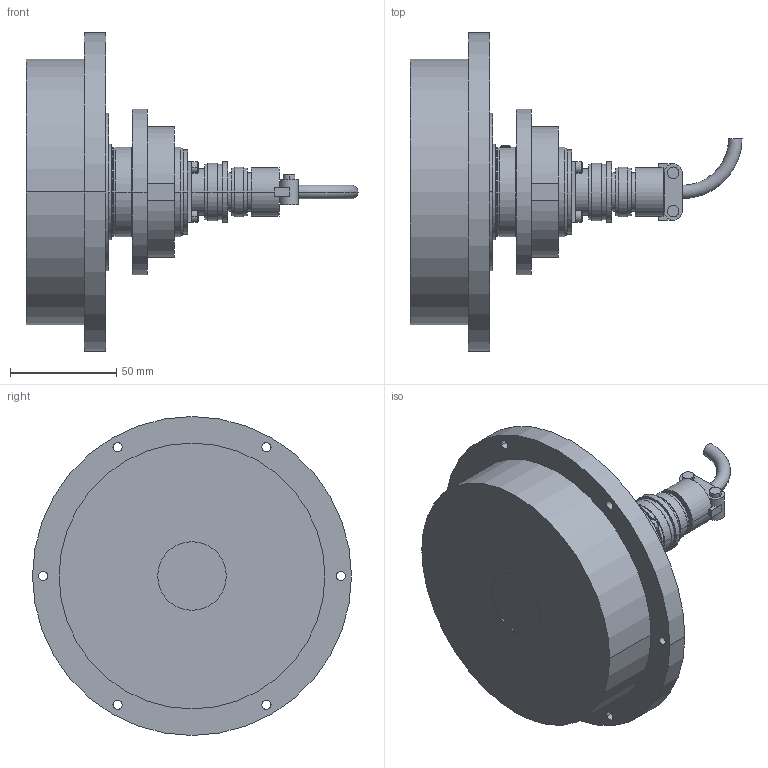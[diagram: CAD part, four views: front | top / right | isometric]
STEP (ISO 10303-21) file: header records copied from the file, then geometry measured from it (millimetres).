
FILE_DESCRIPTION((''),'2;1');
FILE_NAME('50563.stp','2015-03-19T11:45:30',(''),(''),'Mechanical Desktop 2009','Mechanical Desktop 2009',', , ');
FILE_SCHEMA(('CONFIG_CONTROL_DESIGN'));
Length unit declared in the file: millimetre
Products named in the file (32): R50563; R4753004; TEIL1AAAAA; R47533; TEIL1AA; R51476; TEIL1AAA; R51468; TEIL1A; U-SCHEIBE_78_43X7; U-SCHEIBE_43_78X7; NUTMUTTER_M42X1_5; NUTMUTTER_M42X1_5A; R47574; TEIL1; RILLENKUGELLAGER_61818TA; RILLENKUGELLAGER_61818T; FLANSCHDOSE_14S-2P_4-POLIGA; FLANSCHDOSE_14S-2P_4-POLIG; SENKSCHRAUBE_I-6KT_M3X8_ROSTFA; SENKSCHRAUBE_I-6KT_M3X8_ROSTF; PASSKERBSTIFT_5X10; PASSKERBSTIFT_5X10A; I-6KT_SCHRAUBE_M3X6A; I-6KT_SCHRAUBE_M3X6; R47572; TEIL1AAAA; R47573; TEIL1AAAAAA; SENKSCHRAUBE_I-6KT_M3X12; SENKSCHRAUBE_I-6KT_M3X12A; RM_SDB
Assembly tree (42 placements, depth 3):
  R50563
    R4753004
      TEIL1AAAAA
    R47533
      TEIL1AA
    R51476
      TEIL1AAA
    R51468
      TEIL1A
    U-SCHEIBE_78_43X7
      U-SCHEIBE_43_78X7
    NUTMUTTER_M42X1_5
      NUTMUTTER_M42X1_5A
    R47574
      TEIL1
    RILLENKUGELLAGER_61818TA  x2
      RILLENKUGELLAGER_61818T
    FLANSCHDOSE_14S-2P_4-POLIGA
      FLANSCHDOSE_14S-2P_4-POLIG
    SENKSCHRAUBE_I-6KT_M3X8_ROSTFA  x3
      SENKSCHRAUBE_I-6KT_M3X8_ROSTF
    PASSKERBSTIFT_5X10
      PASSKERBSTIFT_5X10A
    I-6KT_SCHRAUBE_M3X6A  x4
      I-6KT_SCHRAUBE_M3X6
    R47572
      TEIL1AAAA
    R47573
      TEIL1AAAAAA
    SENKSCHRAUBE_I-6KT_M3X12  x4
      SENKSCHRAUBE_I-6KT_M3X12A
    RM_SDB  x3
Bounding box: 156.15 x 150 x 150 mm (x, y, z)
Volume: 559380.2 mm3; surface area: 205830.9 mm2
Topology: 24 solids, 24 shells, 561 faces, 1298 edges, 818 vertices
Faces by surface type: cylinder 250, plane 171, cone 102, torus 28, bspline 10
Entity records: 13636 total; most frequent: CARTESIAN_POINT 2762, DIRECTION 2453, ORIENTED_EDGE 1966, AXIS2_PLACEMENT_3D 1024, EDGE_CURVE 983, VERTEX_POINT 635, CIRCLE 562, EDGE_LOOP 534
